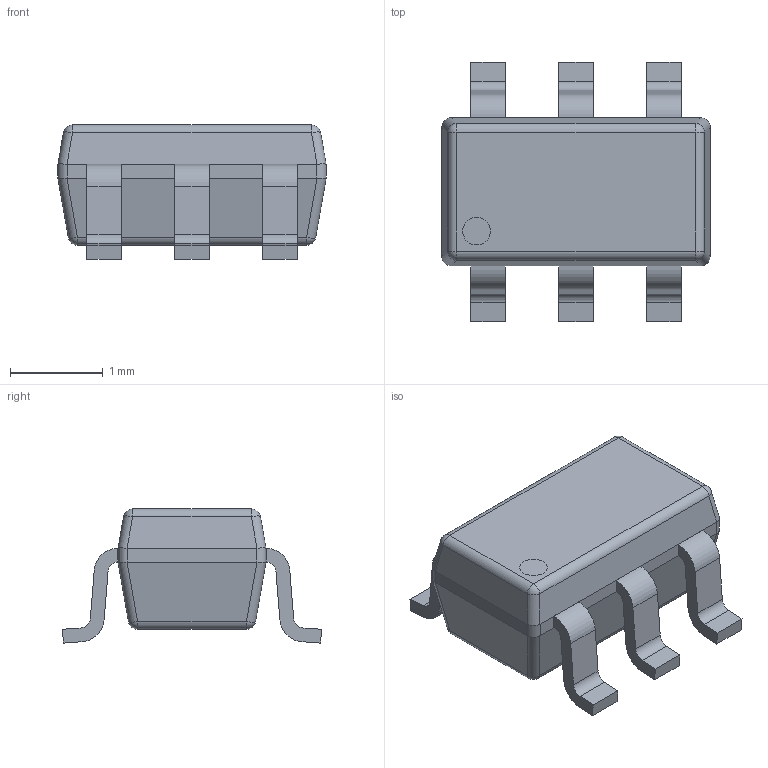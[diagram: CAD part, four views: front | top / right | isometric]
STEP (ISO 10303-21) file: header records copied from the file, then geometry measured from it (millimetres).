
FILE_DESCRIPTION(('FreeCAD Model'),'2;1');
FILE_NAME('SOT95P280X145-6.step', '2021-04-01T18:38:47',('kicad StepUp'),('ksu MCAD'), 'Open CASCADE STEP processor 7.2','FreeCAD','Unknown');
FILE_SCHEMA(('AUTOMOTIVE_DESIGN { 1 0 10303 214 1 1 1 1 }'));
Length unit declared in the file: millimetre
Products named in the file (1): SOT95P280X145-6
Bounding box: 2.9 x 2.8 x 1.45 mm (x, y, z)
Volume: 5.9 mm3; surface area: 27.2 mm2
Topology: 8 solids, 8 shells, 121 faces, 296 edges, 184 vertices
Faces by surface type: plane 65, cylinder 48, sphere 8
Entity records: 4316 total; most frequent: CARTESIAN_POINT 666, DIRECTION 588, ORIENTED_EDGE 576, EDGE_CURVE 288, AXIS2_PLACEMENT_3D 202, VERTEX_POINT 184, LINE 184, VECTOR 184
